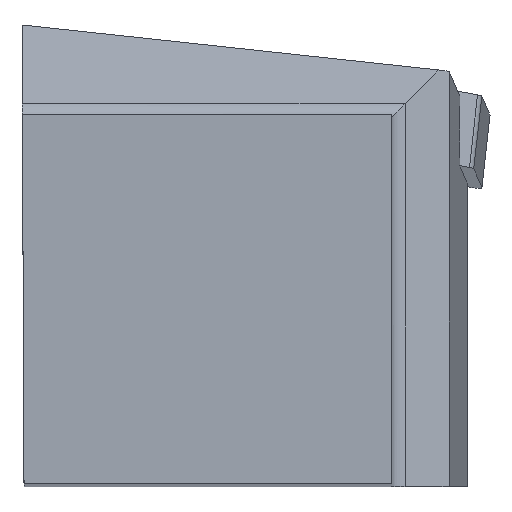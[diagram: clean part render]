
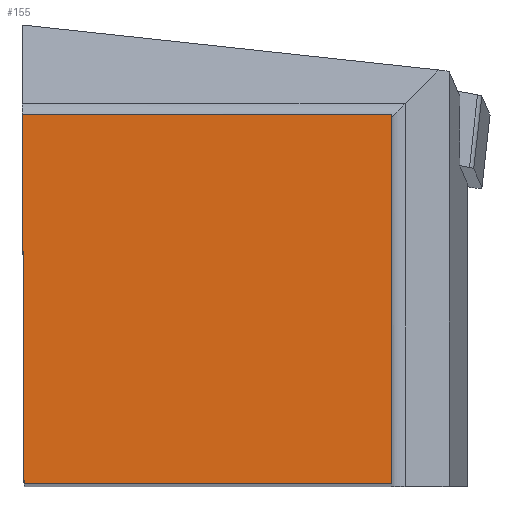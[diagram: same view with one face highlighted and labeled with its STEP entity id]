
A CAD part, top view. The second image highlights one B-rep face of the part: STEP entity #155.
In plain terms, the highlighted planar face has unit normal (0, 0, 1).
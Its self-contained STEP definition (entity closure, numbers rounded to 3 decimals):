
#123=FACE_OUTER_BOUND('',#349,.T.);
#155=ADVANCED_FACE('SHANK_FACE_BACK',(#123),#184,.F.);
#184=PLANE('',#788);
#233=LINE('',#1189,#295);
#237=LINE('',#1197,#299);
#240=LINE('',#1205,#302);
#241=LINE('',#1207,#303);
#295=VECTOR('',#922,1.);
#299=VECTOR('',#930,1.);
#302=VECTOR('',#937,1.);
#303=VECTOR('',#938,1.);
#349=EDGE_LOOP('',(#467,#468,#469,#470));
#467=ORIENTED_EDGE('',*,*,#646,.F.);
#468=ORIENTED_EDGE('',*,*,#642,.T.);
#469=ORIENTED_EDGE('',*,*,#650,.T.);
#470=ORIENTED_EDGE('',*,*,#651,.F.);
#573=VERTEX_POINT('',#1188);
#574=VERTEX_POINT('',#1190);
#576=VERTEX_POINT('',#1198);
#579=VERTEX_POINT('',#1206);
#642=EDGE_CURVE('',#574,#573,#233,.T.);
#646=EDGE_CURVE('',#574,#576,#237,.T.);
#650=EDGE_CURVE('',#573,#579,#240,.T.);
#651=EDGE_CURVE('',#576,#579,#241,.T.);
#788=AXIS2_PLACEMENT_3D('',#1208,#939,#940);
#922=DIRECTION('',(1.,0.,0.));
#930=DIRECTION('',(-0.004,1.,0.));
#937=DIRECTION('',(0.,1.,0.));
#938=DIRECTION('',(1.,0.,0.));
#939=DIRECTION('',(0.,0.,-1.));
#940=DIRECTION('',(-0.994,0.111,0.));
#1188=CARTESIAN_POINT('',(31.85,0.,0.));
#1189=CARTESIAN_POINT('',(-7.092,0.,0.));
#1190=CARTESIAN_POINT('',(0.139,0.,0.));
#1197=CARTESIAN_POINT('',(0.973,-191.233,0.));
#1198=CARTESIAN_POINT('',(0.,31.85,0.));
#1205=CARTESIAN_POINT('',(31.85,-7.093,0.));
#1206=CARTESIAN_POINT('',(31.85,31.85,0.));
#1207=CARTESIAN_POINT('',(-7.093,31.85,0.));
#1208=CARTESIAN_POINT('',(0.,0.,0.));
